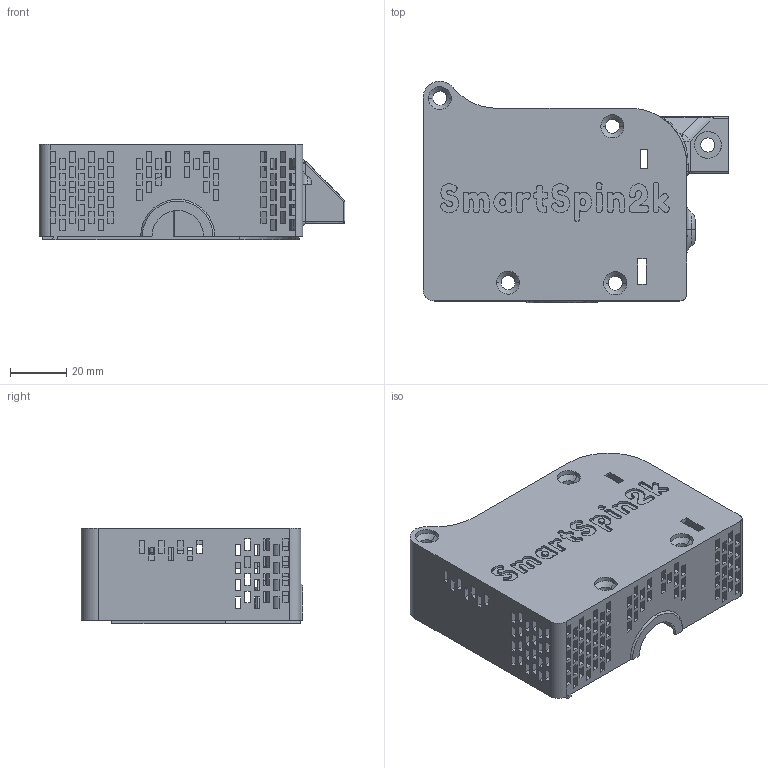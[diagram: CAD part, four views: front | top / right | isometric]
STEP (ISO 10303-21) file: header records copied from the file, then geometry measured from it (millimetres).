
FILE_DESCRIPTION (( 'STEP AP214' ), '1' );
FILE_NAME ('Body_Drawing_Right.STEP', '2023-02-09T15:00:42', ( '' ), ( '' ), 'SwSTEP 2.0', 'SolidWorks 2023', '' );
FILE_SCHEMA (( 'AUTOMOTIVE_DESIGN' ));
Length unit declared in the file: millimetre
Products named in the file (1): Body_Drawing_Right
Bounding box: 108.65 x 78.59 x 33.9 mm (x, y, z)
Volume: 53435.6 mm3; surface area: 44593.6 mm2
Topology: 1 solids, 1 shells, 1000 faces, 2977 edges, 1950 vertices
Faces by surface type: plane 722, bspline 175, cylinder 70, torus 17, cone 11, sphere 5
Entity records: 40765 total; most frequent: CARTESIAN_POINT 14657, ORIENTED_EDGE 5944, DIRECTION 4413, EDGE_CURVE 2972, VECTOR 2367, LINE 2367, VERTEX_POINT 1950, EDGE_LOOP 1252
